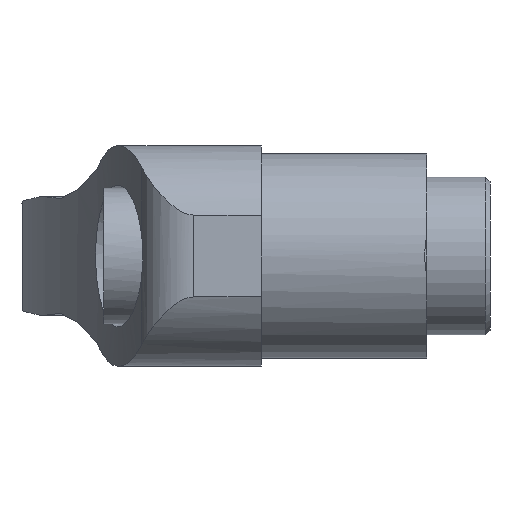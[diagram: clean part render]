
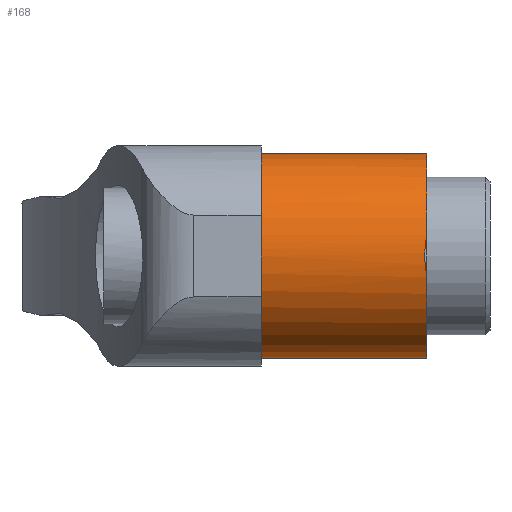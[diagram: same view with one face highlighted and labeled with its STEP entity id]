
A CAD part, left-side view. The second image highlights one B-rep face of the part: STEP entity #168.
In plain terms, the highlighted cylindrical face has radius 6.5 mm (diameter 13 mm), a full revolution.
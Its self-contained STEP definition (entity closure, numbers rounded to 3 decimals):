
#168 = ADVANCED_FACE( '', ( #354, #355 ), #356, .T. );
#354 = FACE_OUTER_BOUND( '', #553, .T. );
#355 = FACE_OUTER_BOUND( '', #554, .T. );
#356 = CYLINDRICAL_SURFACE( '', #555, 6.5 );
#553 = EDGE_LOOP( '', ( #982, #983 ) );
#554 = EDGE_LOOP( '', ( #984, #985, #986, #987, #988, #989 ) );
#555 = AXIS2_PLACEMENT_3D( '', #990, #991, #992 );
#982 = ORIENTED_EDGE( '', *, *, #1133, .T. );
#983 = ORIENTED_EDGE( '', *, *, #1240, .T. );
#984 = ORIENTED_EDGE( '', *, *, #1272, .T. );
#985 = ORIENTED_EDGE( '', *, *, #1273, .T. );
#986 = ORIENTED_EDGE( '', *, *, #1107, .F. );
#987 = ORIENTED_EDGE( '', *, *, #1274, .T. );
#988 = ORIENTED_EDGE( '', *, *, #1275, .T. );
#989 = ORIENTED_EDGE( '', *, *, #1104, .T. );
#990 = CARTESIAN_POINT( '', ( 0., 16.438, 0. ) );
#991 = DIRECTION( '', ( 0., -1., 0. ) );
#992 = DIRECTION( '', ( 0., 0., 1. ) );
#1104 = EDGE_CURVE( '', #1295, #1296, #1297, .T. );
#1107 = EDGE_CURVE( '', #1300, #1301, #1302, .T. );
#1133 = EDGE_CURVE( '', #1347, #1345, #1348, .F. );
#1240 = EDGE_CURVE( '', #1345, #1347, #1511, .F. );
#1272 = EDGE_CURVE( '', #1296, #1551, #1552, .T. );
#1273 = EDGE_CURVE( '', #1551, #1301, #1553, .T. );
#1274 = EDGE_CURVE( '', #1300, #1554, #1555, .F. );
#1275 = EDGE_CURVE( '', #1554, #1295, #1556, .T. );
#1295 = VERTEX_POINT( '', #1577 );
#1296 = VERTEX_POINT( '', #1578 );
#1297 = ELLIPSE( '', #1579, 9.192, 6.5 );
#1300 = VERTEX_POINT( '', #1583 );
#1301 = VERTEX_POINT( '', #1584 );
#1302 = B_SPLINE_CURVE_WITH_KNOTS( '', 3, ( #1585, #1586, #1587, #1588, #1589, #1590, #1591, #1592, #1593, #1594, #1595, #1596, #1597, #1598 ), .UNSPECIFIED., .F., .F., ( 4, 2, 2, 2, 2, 2, 4 ), ( 0., 0., 0., 0., 0.001, 0.001, 0.001 ), .UNSPECIFIED. );
#1345 = VERTEX_POINT( '', #1687 );
#1347 = VERTEX_POINT( '', #1690 );
#1348 = CIRCLE( '', #1691, 6.5 );
#1511 = CIRCLE( '', #2059, 6.5 );
#1551 = VERTEX_POINT( '', #2138 );
#1552 = CIRCLE( '', #2139, 6.5 );
#1553 = LINE( '', #2140, #2141 );
#1554 = VERTEX_POINT( '', #2142 );
#1555 = LINE( '', #2143, #2144 );
#1556 = CIRCLE( '', #2145, 6.5 );
#1577 = CARTESIAN_POINT( '', ( -6.36, 4., -1.342 ) );
#1578 = CARTESIAN_POINT( '', ( -6.36, 4., 1.342 ) );
#1579 = AXIS2_PLACEMENT_3D( '', #2168, #2169, #2170 );
#1583 = CARTESIAN_POINT( '', ( 6.49, 13.222, -0.36 ) );
#1584 = CARTESIAN_POINT( '', ( 6.49, 13.222, 0.36 ) );
#1585 = CARTESIAN_POINT( '', ( 6.49, 13.222, -0.36 ) );
#1586 = CARTESIAN_POINT( '', ( 6.49, 13.26, -0.36 ) );
#1587 = CARTESIAN_POINT( '', ( 6.491, 13.296, -0.34 ) );
#1588 = CARTESIAN_POINT( '', ( 6.494, 13.348, -0.286 ) );
#1589 = CARTESIAN_POINT( '', ( 6.495, 13.367, -0.253 ) );
#1590 = CARTESIAN_POINT( '', ( 6.499, 13.41, -0.15 ) );
#1591 = CARTESIAN_POINT( '', ( 6.5, 13.422, -0.075 ) );
#1592 = CARTESIAN_POINT( '', ( 6.5, 13.422, 0.075 ) );
#1593 = CARTESIAN_POINT( '', ( 6.499, 13.41, 0.15 ) );
#1594 = CARTESIAN_POINT( '', ( 6.495, 13.367, 0.253 ) );
#1595 = CARTESIAN_POINT( '', ( 6.494, 13.348, 0.286 ) );
#1596 = CARTESIAN_POINT( '', ( 6.491, 13.296, 0.34 ) );
#1597 = CARTESIAN_POINT( '', ( 6.49, 13.261, 0.36 ) );
#1598 = CARTESIAN_POINT( '', ( 6.49, 13.222, 0.36 ) );
#1687 = CARTESIAN_POINT( '', ( -6.5, 14.5, 0. ) );
#1690 = CARTESIAN_POINT( '', ( 6.5, 14.5, 0. ) );
#1691 = AXIS2_PLACEMENT_3D( '', #2198, #2199, #2200 );
#2059 = AXIS2_PLACEMENT_3D( '', #2331, #2332, #2333 );
#2138 = CARTESIAN_POINT( '', ( 6.49, 4., 0.36 ) );
#2139 = AXIS2_PLACEMENT_3D( '', #2374, #2375, #2376 );
#2140 = CARTESIAN_POINT( '', ( 6.49, 16.438, 0.36 ) );
#2141 = VECTOR( '', #2377, 1000. );
#2142 = CARTESIAN_POINT( '', ( 6.49, 4., -0.36 ) );
#2143 = CARTESIAN_POINT( '', ( 6.49, 16.438, -0.36 ) );
#2144 = VECTOR( '', #2378, 1000. );
#2145 = AXIS2_PLACEMENT_3D( '', #2379, #2380, #2381 );
#2168 = CARTESIAN_POINT( '', ( 0., -2.36, 0. ) );
#2169 = DIRECTION( '', ( 0.707, 0.707, 0. ) );
#2170 = DIRECTION( '', ( -0.707, 0.707, 0. ) );
#2198 = CARTESIAN_POINT( '', ( 0., 14.5, 0. ) );
#2199 = DIRECTION( '', ( 0., 1., 0. ) );
#2200 = DIRECTION( '', ( 0., 0., 1. ) );
#2331 = CARTESIAN_POINT( '', ( 0., 14.5, 0. ) );
#2332 = DIRECTION( '', ( 0., 1., 0. ) );
#2333 = DIRECTION( '', ( 0., 0., 1. ) );
#2374 = CARTESIAN_POINT( '', ( 0., 4., 0. ) );
#2375 = DIRECTION( '', ( 0., 1., 0. ) );
#2376 = DIRECTION( '', ( 0., 0., 1. ) );
#2377 = DIRECTION( '', ( 0., 1., 0. ) );
#2378 = DIRECTION( '', ( 0., 1., 0. ) );
#2379 = CARTESIAN_POINT( '', ( 0., 4., 0. ) );
#2380 = DIRECTION( '', ( 0., 1., 0. ) );
#2381 = DIRECTION( '', ( 0., 0., 1. ) );
